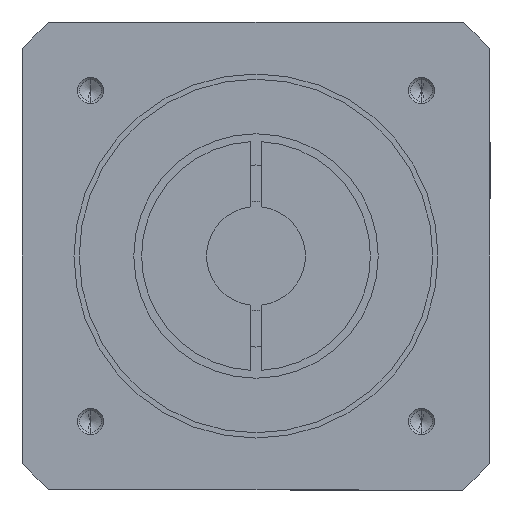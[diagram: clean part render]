
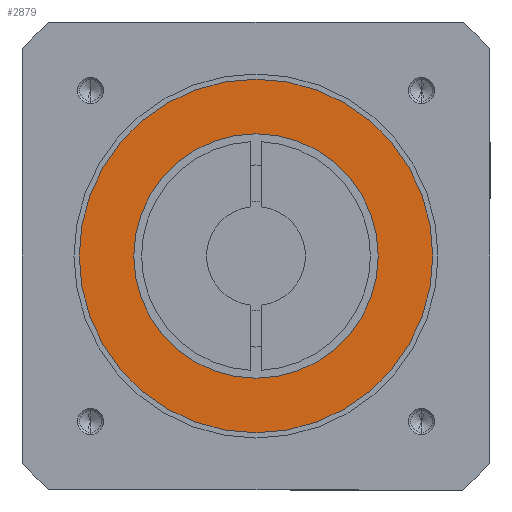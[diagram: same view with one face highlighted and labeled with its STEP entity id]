
A CAD part, front view. The second image highlights one B-rep face of the part: STEP entity #2879.
In plain terms, the highlighted planar face has unit normal (0, -1, 0).
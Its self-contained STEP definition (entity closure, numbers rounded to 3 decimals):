
#241 = AXIS2_PLACEMENT_3D ( 'NONE', #2353, #1263, #1713 ) ;
#313 = FACE_OUTER_BOUND ( 'NONE', #1722, .T. ) ;
#321 = DIRECTION ( 'NONE',  ( 0., 0., -1. ) ) ;
#420 = FACE_BOUND ( 'NONE', #4071, .T. ) ;
#632 = EDGE_CURVE ( 'NONE', #2651, #4285, #2895, .T. ) ;
#648 = CARTESIAN_POINT ( 'NONE',  ( 0., 28.5, 23.5 ) ) ;
#673 = ORIENTED_EDGE ( 'NONE', *, *, #943, .T. ) ;
#776 = AXIS2_PLACEMENT_3D ( 'NONE', #1637, #1579, #1006 ) ;
#855 = CIRCLE ( 'NONE', #3007, 23.5 ) ;
#860 = CIRCLE ( 'NONE', #241, 34. ) ;
#863 = AXIS2_PLACEMENT_3D ( 'NONE', #2350, #2371, #321 ) ;
#943 = EDGE_CURVE ( 'NONE', #1799, #2608, #1032, .T. ) ;
#1006 = DIRECTION ( 'NONE',  ( 0., 0., 1. ) ) ;
#1032 = CIRCLE ( 'NONE', #776, 23.5 ) ;
#1101 = AXIS2_PLACEMENT_3D ( 'NONE', #1208, #2972, #2287 ) ;
#1128 = EDGE_CURVE ( 'NONE', #4285, #2651, #860, .T. ) ;
#1208 = CARTESIAN_POINT ( 'NONE',  ( 0., 28.5, 0. ) ) ;
#1263 = DIRECTION ( 'NONE',  ( 0., 1., 0. ) ) ;
#1281 = CARTESIAN_POINT ( 'NONE',  ( 0., 28.5, 34. ) ) ;
#1579 = DIRECTION ( 'NONE',  ( 0., 1., 0. ) ) ;
#1637 = CARTESIAN_POINT ( 'NONE',  ( 0., 28.5, 0. ) ) ;
#1640 = EDGE_CURVE ( 'NONE', #2608, #1799, #855, .T. ) ;
#1713 = DIRECTION ( 'NONE',  ( 0., 0., 1. ) ) ;
#1722 = EDGE_LOOP ( 'NONE', ( #3685, #4026 ) ) ;
#1799 = VERTEX_POINT ( 'NONE', #648 ) ;
#2173 = CARTESIAN_POINT ( 'NONE',  ( 0., 28.5, -34. ) ) ;
#2287 = DIRECTION ( 'NONE',  ( 0., 0., 1. ) ) ;
#2350 = CARTESIAN_POINT ( 'NONE',  ( 23.5, 28.5, 0. ) ) ;
#2353 = CARTESIAN_POINT ( 'NONE',  ( 0., 28.5, 0. ) ) ;
#2371 = DIRECTION ( 'NONE',  ( 0., -1., 0. ) ) ;
#2608 = VERTEX_POINT ( 'NONE', #3937 ) ;
#2651 = VERTEX_POINT ( 'NONE', #1281 ) ;
#2879 = ADVANCED_FACE ( 'NONE', ( #420, #313 ), #3693, .T. ) ;
#2895 = CIRCLE ( 'NONE', #1101, 34. ) ;
#2972 = DIRECTION ( 'NONE',  ( 0., 1., 0. ) ) ;
#3007 = AXIS2_PLACEMENT_3D ( 'NONE', #4174, #4187, #4229 ) ;
#3489 = ORIENTED_EDGE ( 'NONE', *, *, #1640, .T. ) ;
#3685 = ORIENTED_EDGE ( 'NONE', *, *, #632, .F. ) ;
#3693 = PLANE ( 'NONE',  #863 ) ;
#3937 = CARTESIAN_POINT ( 'NONE',  ( 0., 28.5, -23.5 ) ) ;
#4026 = ORIENTED_EDGE ( 'NONE', *, *, #1128, .F. ) ;
#4071 = EDGE_LOOP ( 'NONE', ( #673, #3489 ) ) ;
#4174 = CARTESIAN_POINT ( 'NONE',  ( 0., 28.5, 0. ) ) ;
#4187 = DIRECTION ( 'NONE',  ( 0., 1., 0. ) ) ;
#4229 = DIRECTION ( 'NONE',  ( 0., 0., 1. ) ) ;
#4285 = VERTEX_POINT ( 'NONE', #2173 ) ;
